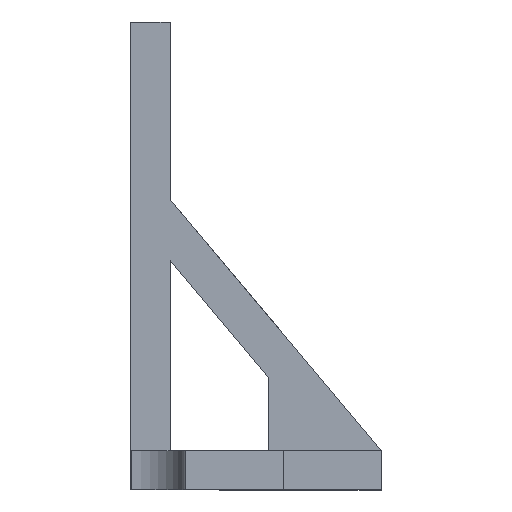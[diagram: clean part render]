
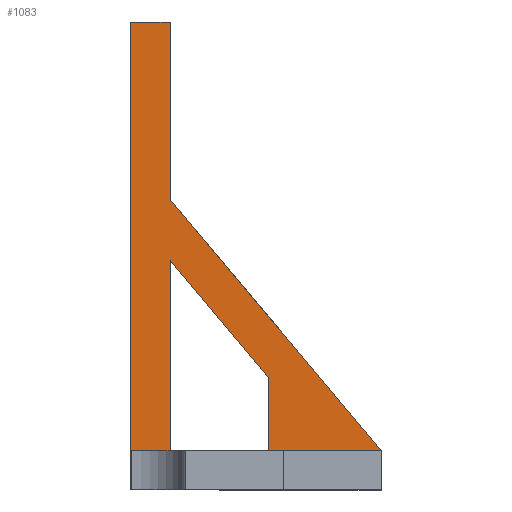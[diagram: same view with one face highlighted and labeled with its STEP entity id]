
A CAD part, front view. The second image highlights one B-rep face of the part: STEP entity #1083.
In plain terms, the highlighted face is planar.
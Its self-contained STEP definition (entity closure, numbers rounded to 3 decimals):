
#34 = DIRECTION ( 'NONE',  ( 1., 0., 0. ) ) ;
#56 = DIRECTION ( 'NONE',  ( -1., 0., 0. ) ) ;
#78 = VERTEX_POINT ( 'NONE', #3151 ) ;
#91 = EDGE_CURVE ( 'NONE', #934, #720, #1881, .T. ) ;
#114 = VECTOR ( 'NONE', #2157, 1000. ) ;
#181 = CARTESIAN_POINT ( 'NONE',  ( -0.079, 39., 8. ) ) ;
#191 = VERTEX_POINT ( 'NONE', #181 ) ;
#203 = VERTEX_POINT ( 'NONE', #419 ) ;
#207 = DIRECTION ( 'NONE',  ( 0., 1., 0. ) ) ;
#246 = CARTESIAN_POINT ( 'NONE',  ( -51.079, 39., 8. ) ) ;
#272 = LINE ( 'NONE', #1303, #1579 ) ;
#288 = LINE ( 'NONE', #2605, #3092 ) ;
#306 = DIRECTION ( 'NONE',  ( 0., 0., 1. ) ) ;
#320 = DIRECTION ( 'NONE',  ( 0., 0., -1. ) ) ;
#360 = LINE ( 'NONE', #3220, #114 ) ;
#390 = FACE_OUTER_BOUND ( 'NONE', #3221, .T. ) ;
#419 = CARTESIAN_POINT ( 'NONE',  ( -8., 39., 8. ) ) ;
#436 = DIRECTION ( 'NONE',  ( 0., 0., 1. ) ) ;
#470 = VECTOR ( 'NONE', #747, 1000. ) ;
#515 = CARTESIAN_POINT ( 'NONE',  ( -0.079, 39., 0. ) ) ;
#547 = CARTESIAN_POINT ( 'NONE',  ( -11.079, 39., 0. ) ) ;
#619 = VERTEX_POINT ( 'NONE', #1944 ) ;
#688 = VERTEX_POINT ( 'NONE', #515 ) ;
#720 = VERTEX_POINT ( 'NONE', #246 ) ;
#747 = DIRECTION ( 'NONE',  ( 1., 0., 0. ) ) ;
#748 = ORIENTED_EDGE ( 'NONE', *, *, #2089, .T. ) ;
#776 = LINE ( 'NONE', #1808, #2349 ) ;
#806 = CARTESIAN_POINT ( 'NONE',  ( 0., 39., 95.501 ) ) ;
#822 = CARTESIAN_POINT ( 'NONE',  ( -51.079, 39., 8. ) ) ;
#911 = EDGE_CURVE ( 'NONE', #1552, #1727, #1307, .T. ) ;
#934 = VERTEX_POINT ( 'NONE', #1085 ) ;
#1008 = VECTOR ( 'NONE', #56, 1000. ) ;
#1083 = ADVANCED_FACE ( 'NONE', ( #390 ), #3258, .T. ) ;
#1085 = CARTESIAN_POINT ( 'NONE',  ( -8., 39., 59.339 ) ) ;
#1199 = VECTOR ( 'NONE', #436, 1000. ) ;
#1200 = ORIENTED_EDGE ( 'NONE', *, *, #1842, .T. ) ;
#1255 = ORIENTED_EDGE ( 'NONE', *, *, #2959, .T. ) ;
#1282 = VERTEX_POINT ( 'NONE', #1289 ) ;
#1289 = CARTESIAN_POINT ( 'NONE',  ( -28.079, 39., 8. ) ) ;
#1303 = CARTESIAN_POINT ( 'NONE',  ( -0.079, 39., 8. ) ) ;
#1307 = LINE ( 'NONE', #2331, #1912 ) ;
#1413 = ORIENTED_EDGE ( 'NONE', *, *, #1681, .F. ) ;
#1452 = CARTESIAN_POINT ( 'NONE',  ( 0., 39., 0. ) ) ;
#1462 = LINE ( 'NONE', #3227, #1868 ) ;
#1468 = LINE ( 'NONE', #3271, #1199 ) ;
#1552 = VERTEX_POINT ( 'NONE', #1452 ) ;
#1579 = VECTOR ( 'NONE', #306, 1000. ) ;
#1585 = ORIENTED_EDGE ( 'NONE', *, *, #911, .F. ) ;
#1596 = LINE ( 'NONE', #547, #1008 ) ;
#1605 = DIRECTION ( 'NONE',  ( 1., 0., 0. ) ) ;
#1618 = DIRECTION ( 'NONE',  ( -0.643, 0., -0.766 ) ) ;
#1660 = EDGE_CURVE ( 'NONE', #203, #191, #2555, .T. ) ;
#1681 = EDGE_CURVE ( 'NONE', #619, #934, #288, .T. ) ;
#1697 = CARTESIAN_POINT ( 'NONE',  ( -8., 39., 8. ) ) ;
#1711 = ORIENTED_EDGE ( 'NONE', *, *, #1924, .F. ) ;
#1723 = EDGE_CURVE ( 'NONE', #619, #1727, #776, .T. ) ;
#1727 = VERTEX_POINT ( 'NONE', #806 ) ;
#1808 = CARTESIAN_POINT ( 'NONE',  ( -8., 39., 95.501 ) ) ;
#1842 = EDGE_CURVE ( 'NONE', #78, #2195, #1462, .T. ) ;
#1868 = VECTOR ( 'NONE', #1618, 1000. ) ;
#1881 = LINE ( 'NONE', #822, #2866 ) ;
#1912 = VECTOR ( 'NONE', #2077, 1000. ) ;
#1924 = EDGE_CURVE ( 'NONE', #720, #1282, #2956, .T. ) ;
#1931 = ORIENTED_EDGE ( 'NONE', *, *, #2764, .T. ) ;
#1944 = CARTESIAN_POINT ( 'NONE',  ( -8., 39., 95.501 ) ) ;
#1976 = ORIENTED_EDGE ( 'NONE', *, *, #1723, .T. ) ;
#2023 = ORIENTED_EDGE ( 'NONE', *, *, #2297, .T. ) ;
#2033 = CARTESIAN_POINT ( 'NONE',  ( -11.079, 39., 0. ) ) ;
#2077 = DIRECTION ( 'NONE',  ( 0., 0., 1. ) ) ;
#2089 = EDGE_CURVE ( 'NONE', #1552, #688, #1596, .T. ) ;
#2129 = ORIENTED_EDGE ( 'NONE', *, *, #91, .F. ) ;
#2157 = DIRECTION ( 'NONE',  ( 0., 0., -1. ) ) ;
#2195 = VERTEX_POINT ( 'NONE', #2843 ) ;
#2236 = VECTOR ( 'NONE', #34, 1000. ) ;
#2297 = EDGE_CURVE ( 'NONE', #2195, #1282, #360, .T. ) ;
#2331 = CARTESIAN_POINT ( 'NONE',  ( 0., 39., 0. ) ) ;
#2349 = VECTOR ( 'NONE', #1605, 1000. ) ;
#2414 = ORIENTED_EDGE ( 'NONE', *, *, #1660, .F. ) ;
#2555 = LINE ( 'NONE', #2621, #2236 ) ;
#2605 = CARTESIAN_POINT ( 'NONE',  ( -8., 39., 95.501 ) ) ;
#2621 = CARTESIAN_POINT ( 'NONE',  ( -8., 39., 8. ) ) ;
#2757 = DIRECTION ( 'NONE',  ( 0., 0., -1. ) ) ;
#2764 = EDGE_CURVE ( 'NONE', #203, #78, #1468, .T. ) ;
#2843 = CARTESIAN_POINT ( 'NONE',  ( -28.079, 39., 22.965 ) ) ;
#2866 = VECTOR ( 'NONE', #2897, 1000. ) ;
#2897 = DIRECTION ( 'NONE',  ( -0.643, 0., -0.766 ) ) ;
#2956 = LINE ( 'NONE', #1697, #470 ) ;
#2959 = EDGE_CURVE ( 'NONE', #688, #191, #272, .T. ) ;
#3092 = VECTOR ( 'NONE', #320, 1000. ) ;
#3151 = CARTESIAN_POINT ( 'NONE',  ( -8., 39., 46.893 ) ) ;
#3220 = CARTESIAN_POINT ( 'NONE',  ( -28.079, 39., 22.965 ) ) ;
#3221 = EDGE_LOOP ( 'NONE', ( #1931, #1200, #2023, #1711, #2129, #1413, #1976, #1585, #748, #1255, #2414 ) ) ;
#3227 = CARTESIAN_POINT ( 'NONE',  ( -8., 39., 46.893 ) ) ;
#3258 = PLANE ( 'NONE',  #3299 ) ;
#3271 = CARTESIAN_POINT ( 'NONE',  ( -8., 39., 8. ) ) ;
#3299 = AXIS2_PLACEMENT_3D ( 'NONE', #2033, #207, #2757 ) ;
